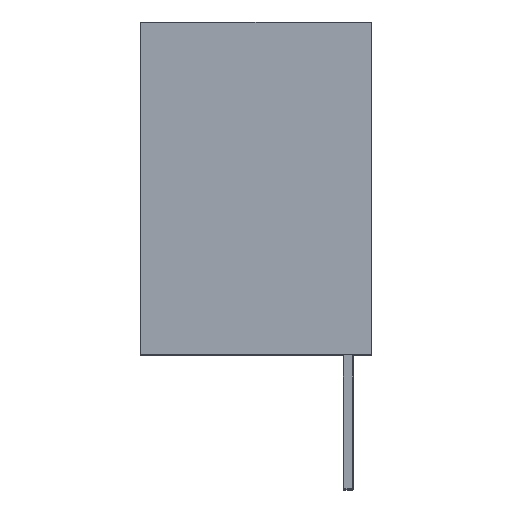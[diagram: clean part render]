
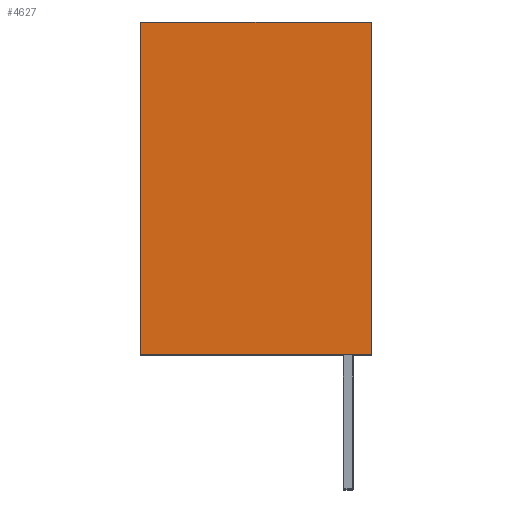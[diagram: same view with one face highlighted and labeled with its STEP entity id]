
A CAD part, top view. The second image highlights one B-rep face of the part: STEP entity #4627.
In plain terms, the highlighted planar face has unit normal (0, 0, 1).
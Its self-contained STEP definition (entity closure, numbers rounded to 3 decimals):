
#486=FACE_OUTER_BOUND('',#758,.T.);
#758=EDGE_LOOP('',(#3517,#3518,#3519,#3520));
#1240=LINE('',#7462,#1546);
#1243=LINE('',#7473,#1549);
#1250=LINE('',#7503,#1556);
#1252=LINE('',#7506,#1558);
#1546=VECTOR('',#5466,10.);
#1549=VECTOR('',#5481,10.);
#1556=VECTOR('',#5520,10.);
#1558=VECTOR('',#5524,10.);
#1964=VERTEX_POINT('',#7376);
#1979=VERTEX_POINT('',#7455);
#1982=VERTEX_POINT('',#7465);
#1990=VERTEX_POINT('',#7499);
#2461=EDGE_CURVE('',#1979,#1964,#1240,.T.);
#2467=EDGE_CURVE('',#1964,#1982,#1243,.T.);
#2483=EDGE_CURVE('',#1982,#1990,#1250,.T.);
#2485=EDGE_CURVE('',#1990,#1979,#1252,.T.);
#3517=ORIENTED_EDGE('',*,*,#2461,.F.);
#3518=ORIENTED_EDGE('',*,*,#2485,.F.);
#3519=ORIENTED_EDGE('',*,*,#2483,.F.);
#3520=ORIENTED_EDGE('',*,*,#2467,.F.);
#4260=PLANE('',#4948);
#4627=ADVANCED_FACE('',(#486),#4260,.T.);
#4948=AXIS2_PLACEMENT_3D('',#7652,#5614,#5615);
#5466=DIRECTION('',(0.,-1.,0.));
#5481=DIRECTION('',(-1.,0.,0.));
#5520=DIRECTION('',(0.,1.,0.));
#5524=DIRECTION('',(1.,0.,0.));
#5614=DIRECTION('center_axis',(0.,0.,1.));
#5615=DIRECTION('ref_axis',(1.,0.,0.));
#7376=CARTESIAN_POINT('',(0.699,0.001,9.8));
#7455=CARTESIAN_POINT('',(0.699,10.099,9.8));
#7462=CARTESIAN_POINT('',(0.699,0.,9.8));
#7465=CARTESIAN_POINT('',(-6.299,0.001,9.8));
#7473=CARTESIAN_POINT('',(-4.55,0.001,9.8));
#7499=CARTESIAN_POINT('',(-6.299,10.099,9.8));
#7503=CARTESIAN_POINT('',(-6.299,0.,9.8));
#7506=CARTESIAN_POINT('',(-4.55,10.099,9.8));
#7652=CARTESIAN_POINT('Origin',(-6.3,0.,9.8));
